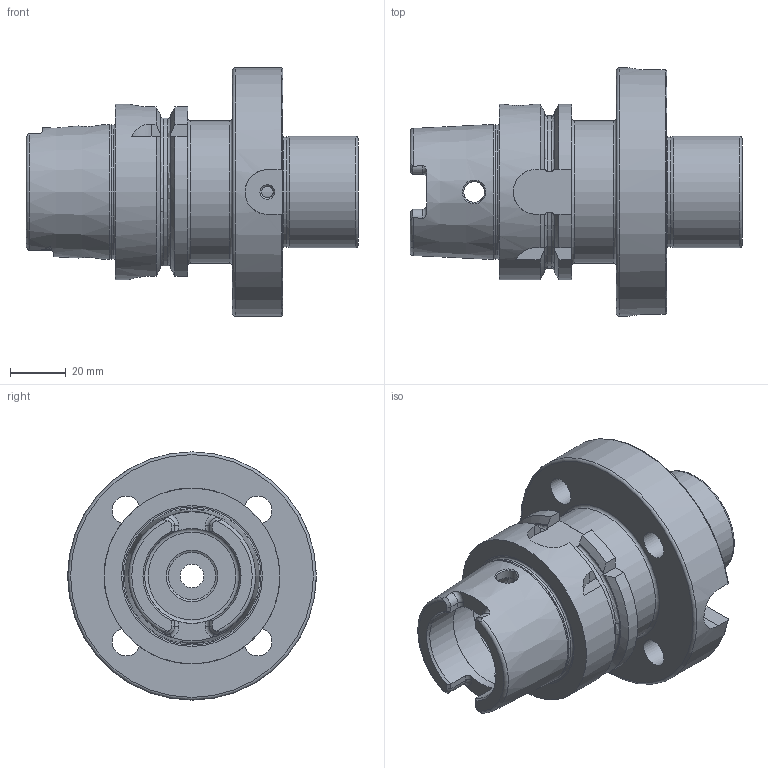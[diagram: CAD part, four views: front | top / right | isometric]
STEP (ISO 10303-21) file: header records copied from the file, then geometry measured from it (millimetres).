
FILE_DESCRIPTION(/* description */ (''),/* implementation_level */ '2;1');
FILE_NAME(/* name */ '606305-25.stp',/* time_stamp */ '2022-02-15T14:07:25+01:00',/* author */ ('SCHUESSLER'),/* organization */ (''),/* preprocessor_version */ 'ST-DEVELOPER v17.2',/* originating_system */ 'Autodesk Inventor 2019',/* authorisation */ '');
FILE_SCHEMA (('AUTOMOTIVE_DESIGN { 1 0 10303 214 3 1 1 }'));
Length unit declared in the file: millimetre
Products named in the file (1): 606305-25
Bounding box: 119 x 89 x 89 mm (x, y, z)
Volume: 234168.3 mm3; surface area: 48403.5 mm2
Topology: 1 solids, 1 shells, 163 faces, 501 edges, 340 vertices
Faces by surface type: plane 51, cylinder 48, cone 33, torus 25, bspline 6
Full cylindrical faces by diameter (mm): 4 x4, 4.134 x2, 7.5 x2, 8.4 x1, 10 x1, 10.106 x4, 17 x1, 17.5 x1, 18.5 x1, 21 x1, 34 x2, 39.4 x1, 40 x2, 48.021 x1, 51 x1, 63 x1, 89 x1
Entity records: 6762 total; most frequent: CARTESIAN_POINT 2197, ORIENTED_EDGE 992, DIRECTION 960, EDGE_CURVE 496, AXIS2_PLACEMENT_3D 402, VERTEX_POINT 342, CIRCLE 240, EDGE_LOOP 184
